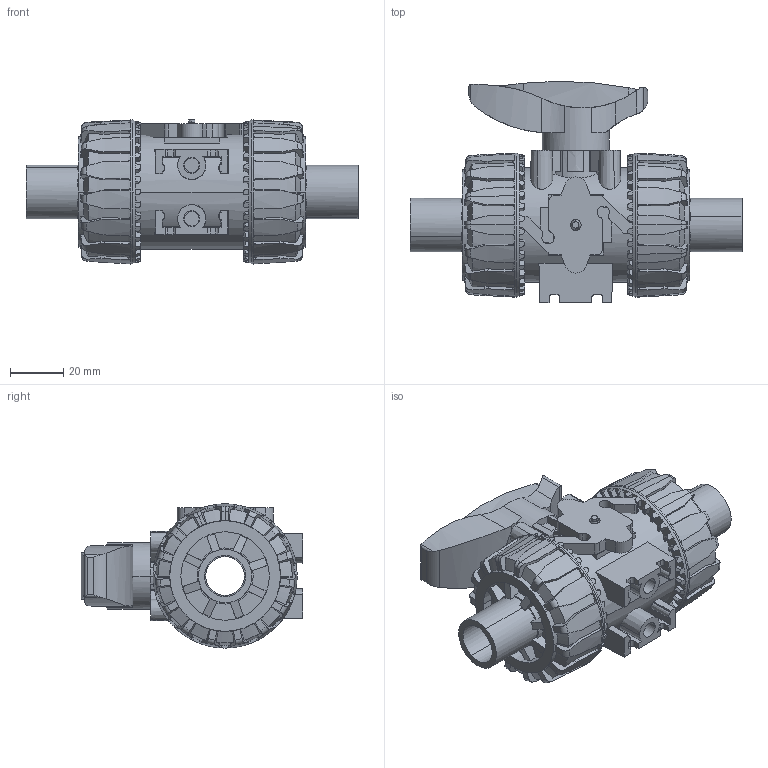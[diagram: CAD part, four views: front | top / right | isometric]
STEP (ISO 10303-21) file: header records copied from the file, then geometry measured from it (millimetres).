
FILE_DESCRIPTION(('STEP AP214'),'1');
FILE_NAME('vkddm020e.stp','2018-03-06T12:06:16',('TraceParts'),('TraceParts S.A.'),'Spatial InterOp 3D',' ',' ');
FILE_SCHEMA(('automotive_design'));
Length unit declared in the file: millimetre
Products named in the file (7): vkddm020e_1; vkddm020e_2; vkddm020e_3; vkddm020e_4; vkddm020e_5; vkddm020e_6; vkddm020e_7
Bounding box: 124.2 x 82.77 x 53.9 mm (x, y, z)
Volume: 172294.7 mm3; surface area: 58460.1 mm2
Topology: 7 solids, 7 shells, 1438 faces, 3981 edges, 2584 vertices
Faces by surface type: plane 665, cylinder 381, cone 352, torus 34, bspline 6
Entity records: 61529 total; most frequent: CARTESIAN_POINT 13968, ORIENTED_EDGE 7962, DIRECTION 7283, EDGE_CURVE 3981, AXIS2_PLACEMENT_3D 2819, VERTEX_POINT 2584, LINE 1645, VECTOR 1645
